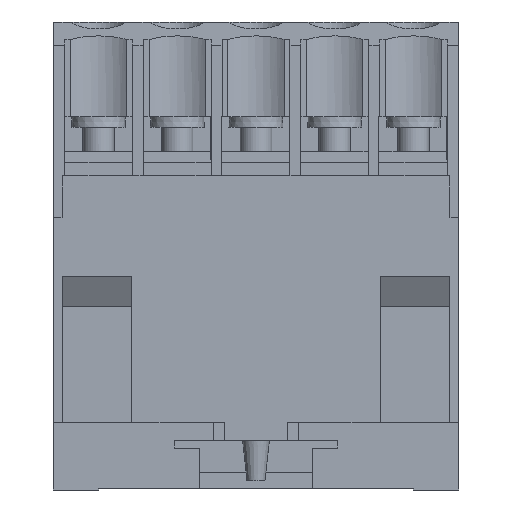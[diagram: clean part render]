
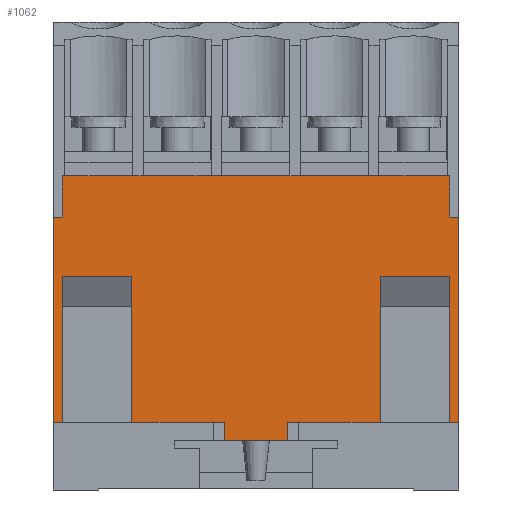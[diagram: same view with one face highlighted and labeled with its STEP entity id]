
A CAD part, front view. The second image highlights one B-rep face of the part: STEP entity #1062.
In plain terms, the highlighted planar face has unit normal (0, -1, 0).
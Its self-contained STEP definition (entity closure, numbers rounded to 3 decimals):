
#1062 = ADVANCED_FACE( '', ( #2322 ), #2323, .F. );
#2322 = FACE_OUTER_BOUND( '', #3759, .T. );
#2323 = PLANE( '', #3760 );
#3759 = EDGE_LOOP( '', ( #7031, #7032, #7033, #7034, #7035, #7036, #7037, #7038, #7039, #7040, #7041, #7042, #7043, #7044, #7045, #7046, #7047, #7048, #7049, #7050 ) );
#3760 = AXIS2_PLACEMENT_3D( '', #7051, #7052, #7053 );
#7031 = ORIENTED_EDGE( '', *, *, #9158, .T. );
#7032 = ORIENTED_EDGE( '', *, *, #9949, .F. );
#7033 = ORIENTED_EDGE( '', *, *, #8900, .F. );
#7034 = ORIENTED_EDGE( '', *, *, #9135, .T. );
#7035 = ORIENTED_EDGE( '', *, *, #9950, .T. );
#7036 = ORIENTED_EDGE( '', *, *, #9951, .T. );
#7037 = ORIENTED_EDGE( '', *, *, #8643, .F. );
#7038 = ORIENTED_EDGE( '', *, *, #9802, .T. );
#7039 = ORIENTED_EDGE( '', *, *, #9952, .T. );
#7040 = ORIENTED_EDGE( '', *, *, #8801, .F. );
#7041 = ORIENTED_EDGE( '', *, *, #9953, .F. );
#7042 = ORIENTED_EDGE( '', *, *, #8852, .T. );
#7043 = ORIENTED_EDGE( '', *, *, #9172, .T. );
#7044 = ORIENTED_EDGE( '', *, *, #8797, .F. );
#7045 = ORIENTED_EDGE( '', *, *, #9457, .F. );
#7046 = ORIENTED_EDGE( '', *, *, #9954, .F. );
#7047 = ORIENTED_EDGE( '', *, *, #9955, .T. );
#7048 = ORIENTED_EDGE( '', *, *, #9956, .F. );
#7049 = ORIENTED_EDGE( '', *, *, #9547, .F. );
#7050 = ORIENTED_EDGE( '', *, *, #9601, .F. );
#7051 = CARTESIAN_POINT( '', ( 45., 6., 30.3 ) );
#7052 = DIRECTION( '', ( 0., 1., 0. ) );
#7053 = DIRECTION( '', ( 0., 0., 1. ) );
#8643 = EDGE_CURVE( '', #10410, #10412, #10413, .T. );
#8797 = EDGE_CURVE( '', #10688, #10690, #10691, .T. );
#8801 = EDGE_CURVE( '', #10696, #10698, #10699, .T. );
#8852 = EDGE_CURVE( '', #10785, #10783, #10786, .T. );
#8900 = EDGE_CURVE( '', #10869, #10871, #10872, .T. );
#9135 = EDGE_CURVE( '', #10869, #11270, #11272, .T. );
#9158 = EDGE_CURVE( '', #11305, #11307, #11309, .T. );
#9172 = EDGE_CURVE( '', #10783, #10690, #11329, .T. );
#9457 = EDGE_CURVE( '', #11778, #10688, #11779, .T. );
#9547 = EDGE_CURVE( '', #11908, #11910, #11911, .T. );
#9601 = EDGE_CURVE( '', #11305, #11908, #11987, .T. );
#9802 = EDGE_CURVE( '', #10410, #12269, #12271, .T. );
#9949 = EDGE_CURVE( '', #10871, #11307, #12467, .T. );
#9950 = EDGE_CURVE( '', #11270, #12468, #12469, .T. );
#9951 = EDGE_CURVE( '', #12468, #10412, #12470, .T. );
#9952 = EDGE_CURVE( '', #12269, #10698, #12471, .T. );
#9953 = EDGE_CURVE( '', #10785, #10696, #12472, .T. );
#9954 = EDGE_CURVE( '', #12473, #11778, #12474, .T. );
#9955 = EDGE_CURVE( '', #12473, #12475, #12476, .T. );
#9956 = EDGE_CURVE( '', #11910, #12475, #12477, .T. );
#10410 = VERTEX_POINT( '', #13029 );
#10412 = VERTEX_POINT( '', #13032 );
#10413 = LINE( '', #13033, #13034 );
#10688 = VERTEX_POINT( '', #13423 );
#10690 = VERTEX_POINT( '', #13426 );
#10691 = LINE( '', #13427, #13428 );
#10696 = VERTEX_POINT( '', #13435 );
#10698 = VERTEX_POINT( '', #13438 );
#10699 = LINE( '', #13439, #13440 );
#10783 = VERTEX_POINT( '', #13561 );
#10785 = VERTEX_POINT( '', #13564 );
#10786 = LINE( '', #13565, #13566 );
#10869 = VERTEX_POINT( '', #13682 );
#10871 = VERTEX_POINT( '', #13685 );
#10872 = LINE( '', #13686, #13687 );
#11270 = VERTEX_POINT( '', #14248 );
#11272 = LINE( '', #14251, #14252 );
#11305 = VERTEX_POINT( '', #14298 );
#11307 = VERTEX_POINT( '', #14301 );
#11309 = LINE( '', #14304, #14305 );
#11329 = LINE( '', #14334, #14335 );
#11778 = VERTEX_POINT( '', #14987 );
#11779 = LINE( '', #14988, #14989 );
#11908 = VERTEX_POINT( '', #15174 );
#11910 = VERTEX_POINT( '', #15177 );
#11911 = LINE( '', #15178, #15179 );
#11987 = LINE( '', #15291, #15292 );
#12269 = VERTEX_POINT( '', #15720 );
#12271 = LINE( '', #15723, #15724 );
#12467 = LINE( '', #16004, #16005 );
#12468 = VERTEX_POINT( '', #16006 );
#12469 = LINE( '', #16007, #16008 );
#12470 = LINE( '', #16009, #16010 );
#12471 = LINE( '', #16011, #16012 );
#12472 = LINE( '', #16013, #16014 );
#12473 = VERTEX_POINT( '', #16015 );
#12474 = LINE( '', #16016, #16017 );
#12475 = VERTEX_POINT( '', #16018 );
#12476 = LINE( '', #16019, #16020 );
#12477 = LINE( '', #16021, #16022 );
#13029 = CARTESIAN_POINT( '', ( 0.95, 6., 30.3 ) );
#13032 = CARTESIAN_POINT( '', ( 0.95, 6., 34.9 ) );
#13033 = CARTESIAN_POINT( '', ( 0.95, 6., 24.9 ) );
#13034 = VECTOR( '', #16579, 1000. );
#13423 = CARTESIAN_POINT( '', ( 19., 6., 7.5 ) );
#13426 = CARTESIAN_POINT( '', ( 8.7, 6., 7.5 ) );
#13427 = CARTESIAN_POINT( '', ( 45., 6., 7.5 ) );
#13428 = VECTOR( '', #16734, 1000. );
#13435 = CARTESIAN_POINT( '', ( 0.95, 6., 7.5 ) );
#13438 = CARTESIAN_POINT( '', ( 0., 6., 7.5 ) );
#13439 = CARTESIAN_POINT( '', ( 45., 6., 7.5 ) );
#13440 = VECTOR( '', #16738, 1000. );
#13561 = CARTESIAN_POINT( '', ( 8.7, 6., 23.765 ) );
#13564 = CARTESIAN_POINT( '', ( 0.95, 6., 23.765 ) );
#13565 = CARTESIAN_POINT( '', ( 0.95, 6., 23.765 ) );
#13566 = VECTOR( '', #16780, 1000. );
#13682 = CARTESIAN_POINT( '', ( 45., 6., 30.3 ) );
#13685 = CARTESIAN_POINT( '', ( 45., 6., 7.5 ) );
#13686 = CARTESIAN_POINT( '', ( 45., 6., 30.3 ) );
#13687 = VECTOR( '', #16827, 1000. );
#14248 = CARTESIAN_POINT( '', ( 44.05, 6., 30.3 ) );
#14251 = CARTESIAN_POINT( '', ( 45., 6., 30.3 ) );
#14252 = VECTOR( '', #17085, 1000. );
#14298 = CARTESIAN_POINT( '', ( 44.05, 6., 23.765 ) );
#14301 = CARTESIAN_POINT( '', ( 44.05, 6., 7.5 ) );
#14304 = CARTESIAN_POINT( '', ( 44.05, 6., 23.765 ) );
#14305 = VECTOR( '', #17107, 1000. );
#14334 = CARTESIAN_POINT( '', ( 8.7, 6., 23.765 ) );
#14335 = VECTOR( '', #17117, 1000. );
#14987 = CARTESIAN_POINT( '', ( 19., 6., 5.5 ) );
#14988 = CARTESIAN_POINT( '', ( 19., 6., 2.5 ) );
#14989 = VECTOR( '', #17384, 1000. );
#15174 = CARTESIAN_POINT( '', ( 36.3, 6., 23.765 ) );
#15177 = CARTESIAN_POINT( '', ( 36.3, 6., 7.5 ) );
#15178 = CARTESIAN_POINT( '', ( 36.3, 6., 23.765 ) );
#15179 = VECTOR( '', #17466, 1000. );
#15291 = CARTESIAN_POINT( '', ( 44.05, 6., 23.765 ) );
#15292 = VECTOR( '', #17512, 1000. );
#15720 = CARTESIAN_POINT( '', ( 0., 6., 30.3 ) );
#15723 = CARTESIAN_POINT( '', ( 45., 6., 30.3 ) );
#15724 = VECTOR( '', #17684, 1000. );
#16004 = CARTESIAN_POINT( '', ( 45., 6., 7.5 ) );
#16005 = VECTOR( '', #17817, 1000. );
#16006 = CARTESIAN_POINT( '', ( 44.05, 6., 34.9 ) );
#16007 = CARTESIAN_POINT( '', ( 44.05, 6., 24.9 ) );
#16008 = VECTOR( '', #17818, 1000. );
#16009 = CARTESIAN_POINT( '', ( 44.05, 6., 34.9 ) );
#16010 = VECTOR( '', #17819, 1000. );
#16011 = CARTESIAN_POINT( '', ( 0., 6., 30.3 ) );
#16012 = VECTOR( '', #17820, 1000. );
#16013 = CARTESIAN_POINT( '', ( 0.95, 6., 23.765 ) );
#16014 = VECTOR( '', #17821, 1000. );
#16015 = CARTESIAN_POINT( '', ( 26., 6., 5.5 ) );
#16016 = CARTESIAN_POINT( '', ( 45., 6., 5.5 ) );
#16017 = VECTOR( '', #17822, 1000. );
#16018 = CARTESIAN_POINT( '', ( 26., 6., 7.5 ) );
#16019 = CARTESIAN_POINT( '', ( 26., 6., 2.5 ) );
#16020 = VECTOR( '', #17823, 1000. );
#16021 = CARTESIAN_POINT( '', ( 45., 6., 7.5 ) );
#16022 = VECTOR( '', #17824, 1000. );
#16579 = DIRECTION( '', ( 0., 0., 1. ) );
#16734 = DIRECTION( '', ( -1., 0., 0. ) );
#16738 = DIRECTION( '', ( -1., 0., 0. ) );
#16780 = DIRECTION( '', ( 1., 0., 0. ) );
#16827 = DIRECTION( '', ( 0., 0., -1. ) );
#17085 = DIRECTION( '', ( -1., 0., 0. ) );
#17107 = DIRECTION( '', ( 0., 0., -1. ) );
#17117 = DIRECTION( '', ( 0., 0., -1. ) );
#17384 = DIRECTION( '', ( 0., 0., 1. ) );
#17466 = DIRECTION( '', ( 0., 0., -1. ) );
#17512 = DIRECTION( '', ( -1., 0., 0. ) );
#17684 = DIRECTION( '', ( -1., 0., 0. ) );
#17817 = DIRECTION( '', ( -1., 0., 0. ) );
#17818 = DIRECTION( '', ( 0., 0., 1. ) );
#17819 = DIRECTION( '', ( -1., 0., 0. ) );
#17820 = DIRECTION( '', ( 0., 0., -1. ) );
#17821 = DIRECTION( '', ( 0., 0., -1. ) );
#17822 = DIRECTION( '', ( -1., 0., 0. ) );
#17823 = DIRECTION( '', ( 0., 0., 1. ) );
#17824 = DIRECTION( '', ( -1., 0., 0. ) );
